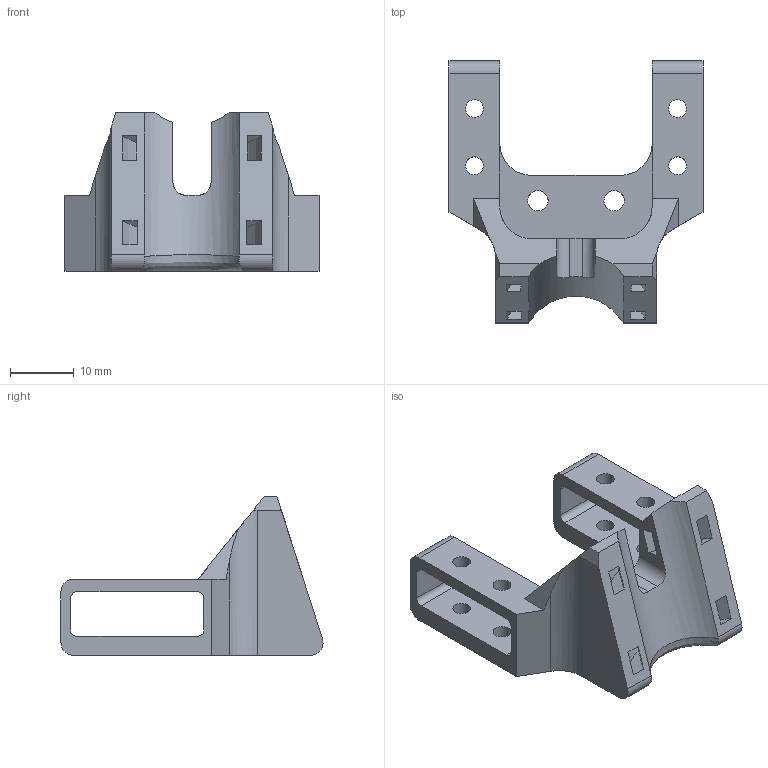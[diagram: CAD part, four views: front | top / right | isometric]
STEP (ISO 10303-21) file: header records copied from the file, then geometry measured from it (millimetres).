
FILE_DESCRIPTION(('FreeCAD Model'),'2;1');
FILE_NAME('Open CASCADE Shape Model','2021-12-25T12:19:14',('Author'),( ''),'Open CASCADE STEP processor 7.5','FreeCAD','Unknown');
FILE_SCHEMA(('AUTOMOTIVE_DESIGN { 1 0 10303 214 1 1 1 1 }'));
Length unit declared in the file: millimetre
Products named in the file (1): extruder.wire.fastener
Bounding box: 40 x 41.26 x 25 mm (x, y, z)
Surface area: 5844.3 mm2 (no closed solid volume)
Topology: 0 solids, 1 shells, 81 faces, 249 edges, 166 vertices
Faces by surface type: plane 41, cylinder 39, bspline 1
Full cylindrical faces by diameter (mm): 2.8 x8, 3.2 x2
Entity records: 6944 total; most frequent: CARTESIAN_POINT 2017, DIRECTION 922, LINE 504, VECTOR 504, ORIENTED_EDGE 494, PCURVE 494, DEFINITIONAL_REPRESENTATION 494, EDGE_CURVE 249
